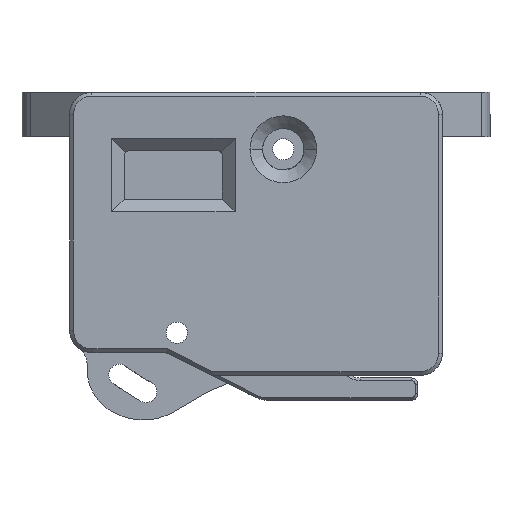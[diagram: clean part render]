
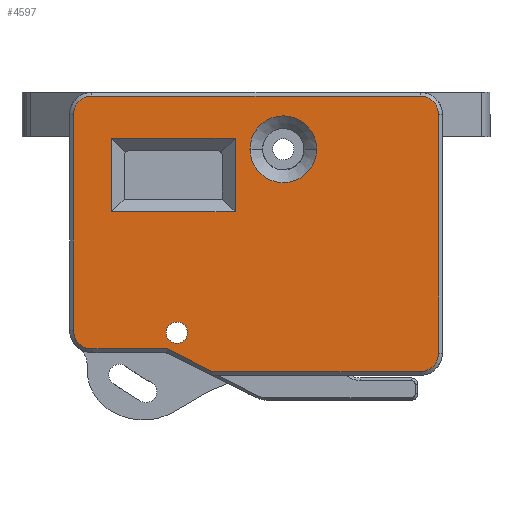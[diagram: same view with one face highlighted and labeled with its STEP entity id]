
A CAD part, left-side view. The second image highlights one B-rep face of the part: STEP entity #4597.
In plain terms, the highlighted planar face has unit normal (-1, 0, 0).
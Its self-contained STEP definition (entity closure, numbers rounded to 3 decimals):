
#144=CARTESIAN_POINT('',(26.065,95.7,33.491));
#145=DIRECTION('',(-1.,0.,0.));
#146=DIRECTION('',(0.,-1.,0.));
#147=AXIS2_PLACEMENT_3D('',#144,#145,#146);
#149=DIRECTION('',(0.,0.,1.));
#150=VECTOR('',#149,37.521);
#151=CARTESIAN_POINT('',(26.065,92.8,-4.03));
#152=LINE('',#151,#150);
#153=CARTESIAN_POINT('',(26.065,95.7,-4.03));
#154=DIRECTION('',(-1.,0.,0.));
#155=DIRECTION('',(0.,0.,-1.));
#156=AXIS2_PLACEMENT_3D('',#153,#154,#155);
#158=DIRECTION('',(0.,-1.,0.));
#159=VECTOR('',#158,32.561);
#160=CARTESIAN_POINT('',(26.065,128.261,-6.93));
#161=LINE('',#160,#159);
#162=DIRECTION('',(0.,-0.893,-0.451));
#163=VECTOR('',#162,7.948);
#164=CARTESIAN_POINT('',(26.065,135.356,-3.349));
#165=LINE('',#164,#163);
#166=DIRECTION('',(0.,-1.,0.));
#167=VECTOR('',#166,11.917);
#168=CARTESIAN_POINT('',(26.065,147.273,-3.349));
#169=LINE('',#168,#167);
#170=CARTESIAN_POINT('',(26.065,147.273,-0.449));
#171=DIRECTION('',(-1.,0.,0.));
#172=DIRECTION('',(0.,1.,0.));
#173=AXIS2_PLACEMENT_3D('',#170,#171,#172);
#175=DIRECTION('',(0.,0.,-1.));
#176=VECTOR('',#175,33.94);
#177=CARTESIAN_POINT('',(26.065,150.173,33.491));
#178=LINE('',#177,#176);
#179=CARTESIAN_POINT('',(26.065,147.273,33.491));
#180=DIRECTION('',(-1.,0.,0.));
#181=DIRECTION('',(0.,0.,1.));
#182=AXIS2_PLACEMENT_3D('',#179,#180,#181);
#184=DIRECTION('',(0.,1.,0.));
#185=VECTOR('',#184,51.573);
#186=CARTESIAN_POINT('',(26.065,95.7,36.391));
#187=LINE('',#186,#185);
#188=DIRECTION('',(0.,1.,0.));
#189=VECTOR('',#188,19.444);
#190=CARTESIAN_POINT('',(26.065,124.77,18.198));
#191=LINE('',#190,#189);
#192=DIRECTION('',(0.,0.,-1.));
#193=VECTOR('',#192,11.584);
#194=CARTESIAN_POINT('',(26.065,124.77,29.782));
#195=LINE('',#194,#193);
#196=DIRECTION('',(0.,-1.,0.));
#197=VECTOR('',#196,19.444);
#198=CARTESIAN_POINT('',(26.065,144.214,29.782));
#199=LINE('',#198,#197);
#200=DIRECTION('',(0.,0.,1.));
#201=VECTOR('',#200,11.584);
#202=CARTESIAN_POINT('',(26.065,144.214,18.198));
#203=LINE('',#202,#201);
#204=CARTESIAN_POINT('',(26.065,117.195,28.015));
#205=DIRECTION('',(1.,0.,0.));
#206=DIRECTION('',(0.,-1.,0.));
#207=AXIS2_PLACEMENT_3D('',#204,#205,#206);
#209=CARTESIAN_POINT('',(26.065,117.195,28.015));
#210=DIRECTION('',(1.,0.,0.));
#211=DIRECTION('',(0.,1.,0.));
#212=AXIS2_PLACEMENT_3D('',#209,#210,#211);
#214=CARTESIAN_POINT('',(26.065,133.922,-0.824));
#215=DIRECTION('',(1.,0.,0.));
#216=DIRECTION('',(0.,1.,0.));
#217=AXIS2_PLACEMENT_3D('',#214,#215,#216);
#219=CARTESIAN_POINT('',(26.065,133.922,-0.824));
#220=DIRECTION('',(1.,0.,0.));
#221=DIRECTION('',(0.,-1.,0.));
#222=AXIS2_PLACEMENT_3D('',#219,#220,#221);
#3496=CARTESIAN_POINT('',(26.065,92.8,33.491));
#3498=VERTEX_POINT('',#3496);
#3504=CARTESIAN_POINT('',(26.065,95.7,36.391));
#3505=VERTEX_POINT('',#3504);
#3506=CARTESIAN_POINT('',(26.065,147.273,36.391));
#3508=VERTEX_POINT('',#3506);
#3510=CARTESIAN_POINT('',(26.065,92.8,-4.03));
#3511=VERTEX_POINT('',#3510);
#3518=CARTESIAN_POINT('',(26.065,150.173,33.491));
#3519=VERTEX_POINT('',#3518);
#3520=CARTESIAN_POINT('',(26.065,95.7,-6.93));
#3522=VERTEX_POINT('',#3520);
#3526=CARTESIAN_POINT('',(26.065,150.173,
-0.449));
#3528=VERTEX_POINT('',#3526);
#3532=CARTESIAN_POINT('',(26.065,128.261,-6.93));
#3533=VERTEX_POINT('',#3532);
#3538=CARTESIAN_POINT('',(26.065,147.273,-3.349));
#3539=VERTEX_POINT('',#3538);
#3542=CARTESIAN_POINT('',(26.065,135.356,-3.349));
#3543=VERTEX_POINT('',#3542);
#3616=CARTESIAN_POINT('',(26.065,124.77,18.198));
#3617=CARTESIAN_POINT('',(26.065,144.214,18.198));
#3618=VERTEX_POINT('',#3616);
#3619=VERTEX_POINT('',#3617);
#3620=CARTESIAN_POINT('',(26.065,144.214,29.782));
#3621=VERTEX_POINT('',#3620);
#3622=CARTESIAN_POINT('',(26.065,124.77,29.782));
#3623=VERTEX_POINT('',#3622);
#4143=CARTESIAN_POINT('',(26.065,111.945,28.015));
#4144=VERTEX_POINT('',#4143);
#4145=CARTESIAN_POINT('',(26.065,122.445,28.015));
#4146=VERTEX_POINT('',#4145);
#4147=CARTESIAN_POINT('',(26.065,132.247,
-0.824));
#4149=VERTEX_POINT('',#4147);
#4151=CARTESIAN_POINT('',(26.065,135.597,
-0.824));
#4152=VERTEX_POINT('',#4151);
#4552=CARTESIAN_POINT('',(26.065,134.037,12.781));
#4553=DIRECTION('',(-1.,0.,0.));
#4554=DIRECTION('',(0.,0.,1.));
#4555=AXIS2_PLACEMENT_3D('',#4552,#4553,#4554);
#4556=PLANE('',#4555);
#4557=ORIENTED_EDGE('',*,*,#4390,.F.);
#4558=ORIENTED_EDGE('',*,*,#4411,.F.);
#4560=ORIENTED_EDGE('',*,*,#4559,.F.);
#4562=ORIENTED_EDGE('',*,*,#4561,.F.);
#4564=ORIENTED_EDGE('',*,*,#4563,.F.);
#4566=ORIENTED_EDGE('',*,*,#4565,.F.);
#4568=ORIENTED_EDGE('',*,*,#4567,.F.);
#4570=ORIENTED_EDGE('',*,*,#4569,.F.);
#4571=ORIENTED_EDGE('',*,*,#4541,.F.);
#4572=ORIENTED_EDGE('',*,*,#4530,.F.);
#4573=EDGE_LOOP('',(#4557,#4558,#4560,#4562,#4564,#4566,#4568,#4570,#4571,
#4572));
#4574=FACE_OUTER_BOUND('',#4573,.F.);
#4576=ORIENTED_EDGE('',*,*,#4575,.F.);
#4578=ORIENTED_EDGE('',*,*,#4577,.F.);
#4580=ORIENTED_EDGE('',*,*,#4579,.F.);
#4582=ORIENTED_EDGE('',*,*,#4581,.F.);
#4583=EDGE_LOOP('',(#4576,#4578,#4580,#4582));
#4584=FACE_BOUND('',#4583,.F.);
#4586=ORIENTED_EDGE('',*,*,#4585,.F.);
#4588=ORIENTED_EDGE('',*,*,#4587,.F.);
#4589=EDGE_LOOP('',(#4586,#4588));
#4590=FACE_BOUND('',#4589,.F.);
#4592=ORIENTED_EDGE('',*,*,#4591,.F.);
#4594=ORIENTED_EDGE('',*,*,#4593,.F.);
#4595=EDGE_LOOP('',(#4592,#4594));
#4596=FACE_BOUND('',#4595,.F.);
#4597=ADVANCED_FACE('',(#4574,#4584,#4590,#4596),#4556,.T.);
#148=CIRCLE('',#147,2.9);
#157=CIRCLE('',#156,2.9);
#174=CIRCLE('',#173,2.9);
#183=CIRCLE('',#182,2.9);
#208=CIRCLE('',#207,5.25);
#213=CIRCLE('',#212,5.25);
#218=CIRCLE('',#217,1.675);
#223=CIRCLE('',#222,1.675);
#4390=EDGE_CURVE('',#3498,#3505,#148,.T.);
#4411=EDGE_CURVE('',#3511,#3498,#152,.T.);
#4530=EDGE_CURVE('',#3505,#3508,#187,.T.);
#4541=EDGE_CURVE('',#3508,#3519,#183,.T.);
#4559=EDGE_CURVE('',#3522,#3511,#157,.T.);
#4561=EDGE_CURVE('',#3533,#3522,#161,.T.);
#4563=EDGE_CURVE('',#3543,#3533,#165,.T.);
#4565=EDGE_CURVE('',#3539,#3543,#169,.T.);
#4567=EDGE_CURVE('',#3528,#3539,#174,.T.);
#4569=EDGE_CURVE('',#3519,#3528,#178,.T.);
#4575=EDGE_CURVE('',#3618,#3619,#191,.T.);
#4577=EDGE_CURVE('',#3623,#3618,#195,.T.);
#4579=EDGE_CURVE('',#3621,#3623,#199,.T.);
#4581=EDGE_CURVE('',#3619,#3621,#203,.T.);
#4585=EDGE_CURVE('',#4144,#4146,#208,.T.);
#4587=EDGE_CURVE('',#4146,#4144,#213,.T.);
#4591=EDGE_CURVE('',#4152,#4149,#218,.T.);
#4593=EDGE_CURVE('',#4149,#4152,#223,.T.);
